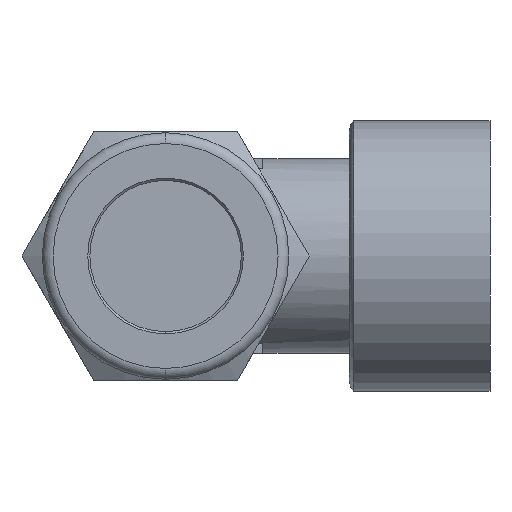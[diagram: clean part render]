
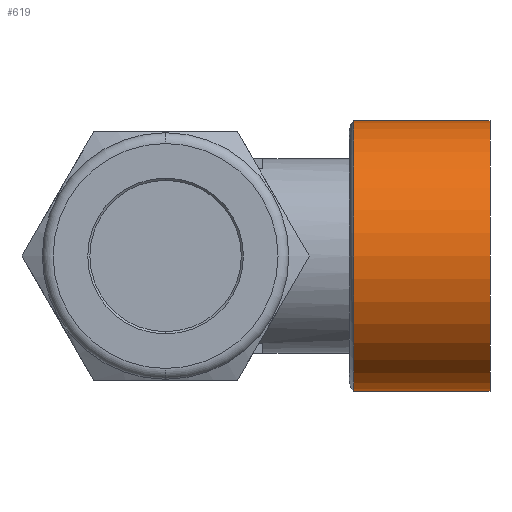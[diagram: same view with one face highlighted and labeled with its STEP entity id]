
A CAD part, left-side view. The second image highlights one B-rep face of the part: STEP entity #619.
In plain terms, the highlighted cylindrical face has radius 12.5 mm (diameter 25 mm), a partial arc.
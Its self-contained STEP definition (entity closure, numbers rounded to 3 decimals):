
#172 = DIRECTION ( 'NONE',  ( 0., 1., 0. ) ) ;
#174 = DIRECTION ( 'NONE',  ( 0., 0., 1. ) ) ;
#176 = CARTESIAN_POINT ( 'NONE',  ( 0., 20.36, 0. ) ) ;
#358 = VERTEX_POINT ( 'NONE', #856 ) ;
#359 = VERTEX_POINT ( 'NONE', #857 ) ;
#364 = VERTEX_POINT ( 'NONE', #862 ) ;
#365 = VERTEX_POINT ( 'NONE', #863 ) ;
#619 = ADVANCED_FACE ( 'NONE', ( #1959 ), #1963, .T. ) ;
#856 = CARTESIAN_POINT ( 'NONE',  ( 0., 1.5, 12.5 ) ) ;
#857 = CARTESIAN_POINT ( 'NONE',  ( 0., 1.5, -12.5 ) ) ;
#862 = CARTESIAN_POINT ( 'NONE',  ( 0., 14.118, -12.5 ) ) ;
#863 = CARTESIAN_POINT ( 'NONE',  ( 0., 14.118, 12.5 ) ) ;
#1262 = CIRCLE ( 'NONE', #2417, 12.5 ) ;
#1344 = CIRCLE ( 'NONE', #2450, 12.5 ) ;
#1418 = LINE ( 'NONE', #1691, #1425 ) ;
#1420 = LINE ( 'NONE', #1680, #1422 ) ;
#1422 = VECTOR ( 'NONE', #1681, 1000. ) ;
#1425 = VECTOR ( 'NONE', #1685, 1000. ) ;
#1506 = ORIENTED_EDGE ( 'NONE', *, *, #2882, .F. ) ;
#1508 = ORIENTED_EDGE ( 'NONE', *, *, #2031, .T. ) ;
#1555 = EDGE_LOOP ( 'NONE', ( #1506, #1508, #1571, #1581 ) ) ;
#1571 = ORIENTED_EDGE ( 'NONE', *, *, #2880, .T. ) ;
#1581 = ORIENTED_EDGE ( 'NONE', *, *, #2823, .T. ) ;
#1680 = CARTESIAN_POINT ( 'NONE',  ( 0., 20.36, 12.5 ) ) ;
#1681 = DIRECTION ( 'NONE',  ( 0., 1., 0. ) ) ;
#1685 = DIRECTION ( 'NONE',  ( 0., 1., 0. ) ) ;
#1691 = CARTESIAN_POINT ( 'NONE',  ( 0., 20.36, -12.5 ) ) ;
#1959 = FACE_OUTER_BOUND ( 'NONE', #1555, .T. ) ;
#1963 = CYLINDRICAL_SURFACE ( 'NONE', #2146, 12.5 ) ;
#2031 = EDGE_CURVE ( 'NONE', #359, #358, #1262, .T. ) ;
#2146 = AXIS2_PLACEMENT_3D ( 'NONE', #176, #172, #174 ) ;
#2328 = CARTESIAN_POINT ( 'NONE',  ( 0., 14.118, 0. ) ) ;
#2329 = DIRECTION ( 'NONE',  ( 0., -1., 0. ) ) ;
#2330 = DIRECTION ( 'NONE',  ( 0., 0., -1. ) ) ;
#2417 = AXIS2_PLACEMENT_3D ( 'NONE', #3067, #3068, #3069 ) ;
#2450 = AXIS2_PLACEMENT_3D ( 'NONE', #2328, #2329, #2330 ) ;
#2823 = EDGE_CURVE ( 'NONE', #365, #364, #1344, .T. ) ;
#2880 = EDGE_CURVE ( 'NONE', #358, #365, #1420, .T. ) ;
#2882 = EDGE_CURVE ( 'NONE', #359, #364, #1418, .T. ) ;
#3067 = CARTESIAN_POINT ( 'NONE',  ( 0., 1.5, 0. ) ) ;
#3068 = DIRECTION ( 'NONE',  ( 0., 1., 0. ) ) ;
#3069 = DIRECTION ( 'NONE',  ( 0., 0., 1. ) ) ;
